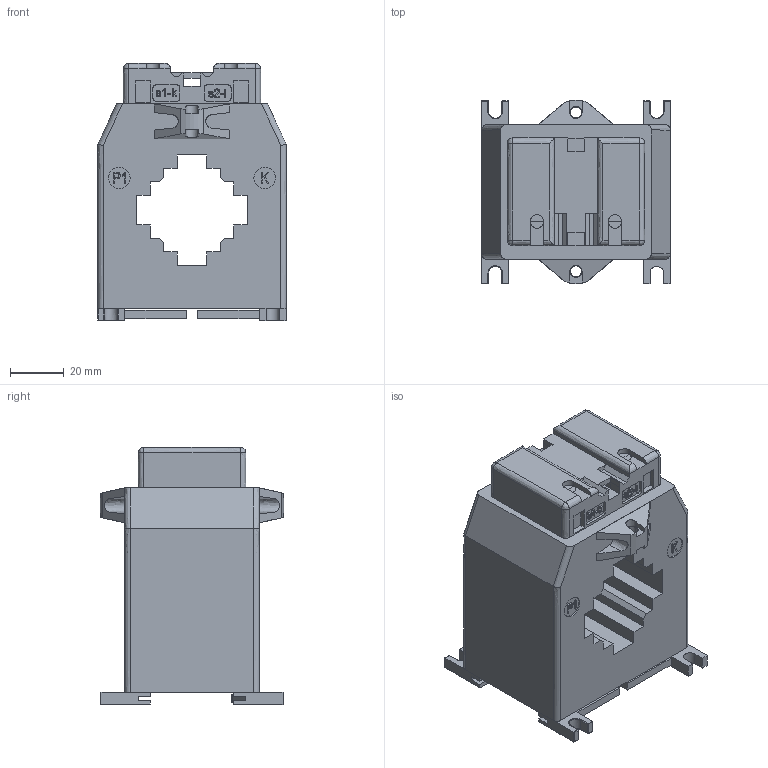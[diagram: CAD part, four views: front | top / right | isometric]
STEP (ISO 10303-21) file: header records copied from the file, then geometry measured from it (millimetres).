
FILE_DESCRIPTION(/* description */ (''),/* implementation_level */ '2;1');
FILE_NAME(/* name */ 'tac040',/* time_stamp */ '2011-05-24T15:02:00+02:00',/* author */ (''),/* organization */ (''),/* preprocessor_version */ 'ST-DEVELOPER v8',/* originating_system */ '',/* authorisation */ '');
FILE_SCHEMA (('CONFIG_CONTROL_DESIGN'));
Length unit declared in the file: millimetre
Products named in the file (1): 1
Bounding box: 70 x 68.13 x 95.5 mm (x, y, z)
Volume: 238897.9 mm3; surface area: 43819.7 mm2
Topology: 10 solids, 10 shells, 428 faces, 1054 edges, 658 vertices
Faces by surface type: bspline 428
Entity records: 16962 total; most frequent: CARTESIAN_POINT 10499, ORIENTED_EDGE 2108, EDGE_CURVE 1054, B_SPLINE_CURVE_WITH_KNOTS 925, VERTEX_POINT 664, EDGE_LOOP 448, ADVANCED_FACE 428, FACE_OUTER_BOUND 428
